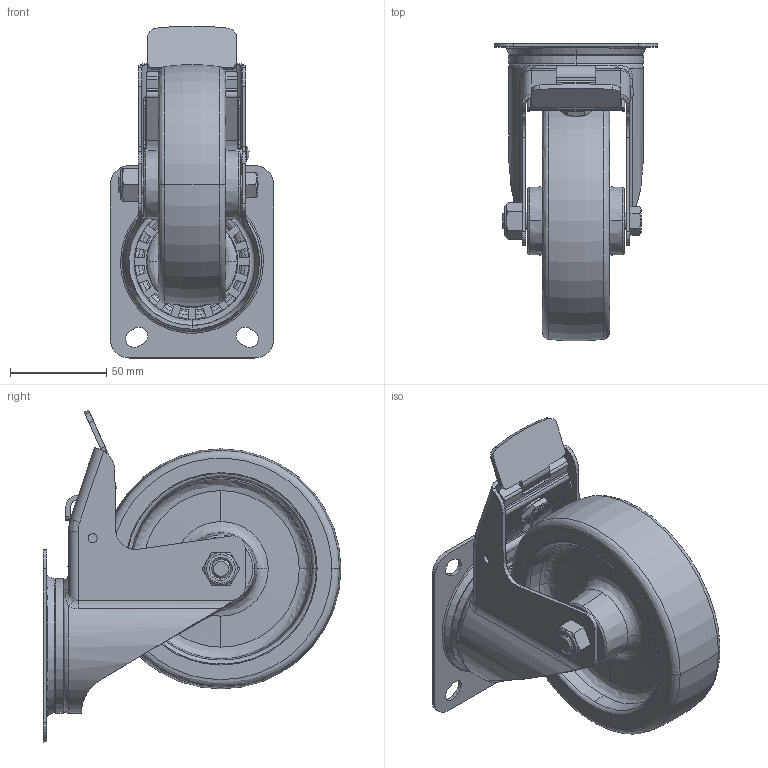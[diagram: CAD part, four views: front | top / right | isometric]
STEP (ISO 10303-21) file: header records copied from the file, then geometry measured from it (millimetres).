
FILE_DESCRIPTION (( 'STEP AP214' ), '1' );
FILE_NAME ('0056731.step', '2024-04-04T10:33:52', ( '' ), ( '' ), 'SwSTEP 2.0', 'SolidWorks 2020', '' );
FILE_SCHEMA (( 'AUTOMOTIVE_DESIGN' ));
Length unit declared in the file: millimetre
Products named in the file (1): 0056731
Bounding box: 85 x 154.89 x 172.58 mm (x, y, z)
Volume: 373263.2 mm3; surface area: 127310.4 mm2
Topology: 1 solids, 3 shells, 933 faces, 2415 edges, 1517 vertices
Faces by surface type: plane 334, bspline 265, cylinder 198, cone 134, torus 2
Entity records: 64288 total; most frequent: CARTESIAN_POINT 42928, ORIENTED_EDGE 4828, DIRECTION 3740, EDGE_CURVE 2414, VERTEX_POINT 1517, AXIS2_PLACEMENT_3D 1409, EDGE_LOOP 985, FACE_OUTER_BOUND 933
